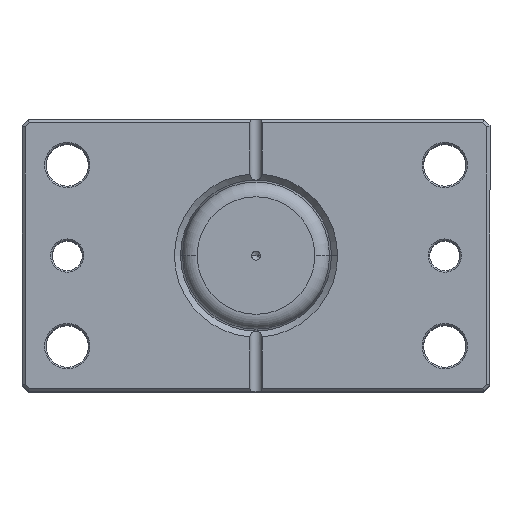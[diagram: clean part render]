
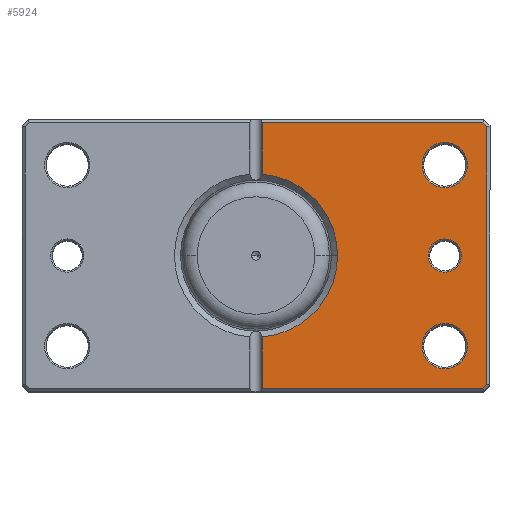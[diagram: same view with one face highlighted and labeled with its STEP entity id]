
A CAD part, top view. The second image highlights one B-rep face of the part: STEP entity #5924.
In plain terms, the highlighted face is planar.
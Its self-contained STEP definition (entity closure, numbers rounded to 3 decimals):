
#17 = CARTESIAN_POINT ( 'NONE',  ( -2., -44., 0. ) ) ;
#98 = CARTESIAN_POINT ( 'NONE',  ( -62.5, 30., 0. ) ) ;
#104 = CARTESIAN_POINT ( 'NONE',  ( -62.5, 30., 0. ) ) ;
#171 = ORIENTED_EDGE ( 'NONE', *, *, #3704, .T. ) ;
#202 = LINE ( 'NONE', #278, #5738 ) ;
#228 = ORIENTED_EDGE ( 'NONE', *, *, #3911, .T. ) ;
#278 = CARTESIAN_POINT ( 'NONE',  ( -76.5, 0., 0. ) ) ;
#344 = VECTOR ( 'NONE', #2540, 1000. ) ;
#384 = LINE ( 'NONE', #522, #5919 ) ;
#424 = EDGE_CURVE ( 'NONE', #5601, #6119, #2524, .T. ) ;
#439 = EDGE_CURVE ( 'NONE', #4203, #3650, #6456, .T. ) ;
#454 = ORIENTED_EDGE ( 'NONE', *, *, #6312, .T. ) ;
#465 = VERTEX_POINT ( 'NONE', #5359 ) ;
#522 = CARTESIAN_POINT ( 'NONE',  ( -2., 45., 0. ) ) ;
#601 = VERTEX_POINT ( 'NONE', #5108 ) ;
#631 = DIRECTION ( 'NONE',  ( 1., 0., 0. ) ) ;
#634 = DIRECTION ( 'NONE',  ( 1., 0., 0. ) ) ;
#681 = CIRCLE ( 'NONE', #4966, 7.5 ) ;
#698 = CARTESIAN_POINT ( 'NONE',  ( 0., 0., 0. ) ) ;
#879 = ORIENTED_EDGE ( 'NONE', *, *, #4523, .T. ) ;
#943 = AXIS2_PLACEMENT_3D ( 'NONE', #98, #3881, #634 ) ;
#1042 = CARTESIAN_POINT ( 'NONE',  ( -70., 30., 0. ) ) ;
#1051 = DIRECTION ( 'NONE',  ( 1., 0., 0. ) ) ;
#1077 = DIRECTION ( 'NONE',  ( 0.707, 0.707, 0. ) ) ;
#1135 = CIRCLE ( 'NONE', #943, 7.5 ) ;
#1150 = FACE_BOUND ( 'NONE', #2918, .T. ) ;
#1223 = EDGE_CURVE ( 'NONE', #6932, #5968, #6229, .T. ) ;
#1229 = DIRECTION ( 'NONE',  ( 1., 0., 0. ) ) ;
#1338 = ORIENTED_EDGE ( 'NONE', *, *, #6742, .T. ) ;
#1342 = CARTESIAN_POINT ( 'NONE',  ( -62.5, -30., 0. ) ) ;
#1347 = VERTEX_POINT ( 'NONE', #1042 ) ;
#1395 = VERTEX_POINT ( 'NONE', #17 ) ;
#1512 = ORIENTED_EDGE ( 'NONE', *, *, #424, .T. ) ;
#1572 = VECTOR ( 'NONE', #1077, 1000. ) ;
#1583 = CIRCLE ( 'NONE', #4056, 7.5 ) ;
#1634 = EDGE_CURVE ( 'NONE', #5968, #6932, #681, .T. ) ;
#1645 = EDGE_CURVE ( 'NONE', #1395, #3167, #4824, .T. ) ;
#1661 = VECTOR ( 'NONE', #6737, 1000. ) ;
#1691 = CARTESIAN_POINT ( 'NONE',  ( -62.5, 0., 0. ) ) ;
#1714 = VERTEX_POINT ( 'NONE', #3654 ) ;
#1739 = LINE ( 'NONE', #4857, #1572 ) ;
#1820 = LINE ( 'NONE', #6210, #1661 ) ;
#1830 = AXIS2_PLACEMENT_3D ( 'NONE', #2668, #6401, #3205 ) ;
#1964 = DIRECTION ( 'NONE',  ( 0., 0., 1. ) ) ;
#2067 = CARTESIAN_POINT ( 'NONE',  ( -55., 30., 0. ) ) ;
#2084 = ORIENTED_EDGE ( 'NONE', *, *, #5818, .T. ) ;
#2107 = DIRECTION ( 'NONE',  ( 0., 0., 1. ) ) ;
#2150 = EDGE_CURVE ( 'NONE', #6274, #1347, #1135, .T. ) ;
#2229 = VECTOR ( 'NONE', #4771, 1000. ) ;
#2249 = DIRECTION ( 'NONE',  ( 1., 0., 0. ) ) ;
#2334 = DIRECTION ( 'NONE',  ( 0., 0., 1. ) ) ;
#2375 = ORIENTED_EDGE ( 'NONE', *, *, #1634, .T. ) ;
#2427 = ORIENTED_EDGE ( 'NONE', *, *, #1645, .T. ) ;
#2524 = CIRCLE ( 'NONE', #3410, 5.5 ) ;
#2540 = DIRECTION ( 'NONE',  ( -1., 0., 0. ) ) ;
#2668 = CARTESIAN_POINT ( 'NONE',  ( 0., 0., 0. ) ) ;
#2823 = DIRECTION ( 'NONE',  ( 1., 0., 0. ) ) ;
#2918 = EDGE_LOOP ( 'NONE', ( #228, #3907 ) ) ;
#3088 = EDGE_CURVE ( 'NONE', #601, #4639, #202, .T. ) ;
#3167 = VERTEX_POINT ( 'NONE', #6840 ) ;
#3205 = DIRECTION ( 'NONE',  ( 1., 0., 0. ) ) ;
#3208 = AXIS2_PLACEMENT_3D ( 'NONE', #1691, #5455, #2249 ) ;
#3292 = AXIS2_PLACEMENT_3D ( 'NONE', #1342, #2107, #1229 ) ;
#3410 = AXIS2_PLACEMENT_3D ( 'NONE', #4953, #4402, #631 ) ;
#3464 = CARTESIAN_POINT ( 'NONE',  ( -70., -30., 0. ) ) ;
#3520 = FACE_BOUND ( 'NONE', #5986, .T. ) ;
#3543 = DIRECTION ( 'NONE',  ( 0., 1., 0. ) ) ;
#3577 = CARTESIAN_POINT ( 'NONE',  ( -55., -30., 0. ) ) ;
#3627 = ORIENTED_EDGE ( 'NONE', *, *, #4769, .T. ) ;
#3650 = VERTEX_POINT ( 'NONE', #5237 ) ;
#3654 = CARTESIAN_POINT ( 'NONE',  ( -2., 44., 0. ) ) ;
#3698 = FACE_BOUND ( 'NONE', #5201, .T. ) ;
#3704 = EDGE_CURVE ( 'NONE', #3167, #601, #3837, .T. ) ;
#3766 = ORIENTED_EDGE ( 'NONE', *, *, #3088, .T. ) ;
#3837 = LINE ( 'NONE', #5286, #2229 ) ;
#3881 = DIRECTION ( 'NONE',  ( 0., 0., 1. ) ) ;
#3887 = DIRECTION ( 'NONE',  ( 0., 0., 1. ) ) ;
#3907 = ORIENTED_EDGE ( 'NONE', *, *, #2150, .T. ) ;
#3911 = EDGE_CURVE ( 'NONE', #1347, #6274, #1583, .T. ) ;
#3931 = PLANE ( 'NONE',  #6428 ) ;
#4012 = VECTOR ( 'NONE', #2823, 1000. ) ;
#4044 = ORIENTED_EDGE ( 'NONE', *, *, #1223, .T. ) ;
#4056 = AXIS2_PLACEMENT_3D ( 'NONE', #104, #3887, #5207 ) ;
#4203 = VERTEX_POINT ( 'NONE', #5060 ) ;
#4402 = DIRECTION ( 'NONE',  ( 0., 0., 1. ) ) ;
#4523 = EDGE_CURVE ( 'NONE', #1714, #6629, #1820, .T. ) ;
#4582 = ORIENTED_EDGE ( 'NONE', *, *, #439, .T. ) ;
#4639 = VERTEX_POINT ( 'NONE', #5761 ) ;
#4769 = EDGE_CURVE ( 'NONE', #4639, #465, #1739, .T. ) ;
#4771 = DIRECTION ( 'NONE',  ( -0.707, 0.707, 0. ) ) ;
#4824 = LINE ( 'NONE', #6800, #344 ) ;
#4857 = CARTESIAN_POINT ( 'NONE',  ( -59.543, 59.543, 0. ) ) ;
#4861 = CARTESIAN_POINT ( 'NONE',  ( -2., 26.926, 0. ) ) ;
#4865 = AXIS2_PLACEMENT_3D ( 'NONE', #5425, #4884, #1051 ) ;
#4884 = DIRECTION ( 'NONE',  ( 0., 0., 1. ) ) ;
#4953 = CARTESIAN_POINT ( 'NONE',  ( -62.5, 0., 0. ) ) ;
#4959 = FACE_OUTER_BOUND ( 'NONE', #5486, .T. ) ;
#4966 = AXIS2_PLACEMENT_3D ( 'NONE', #5191, #1964, #5701 ) ;
#5060 = CARTESIAN_POINT ( 'NONE',  ( -27., 0., 0. ) ) ;
#5108 = CARTESIAN_POINT ( 'NONE',  ( -76.5, -42.586, 0. ) ) ;
#5176 = CARTESIAN_POINT ( 'NONE',  ( -57., 0., 0. ) ) ;
#5191 = CARTESIAN_POINT ( 'NONE',  ( -62.5, -30., 0. ) ) ;
#5201 = EDGE_LOOP ( 'NONE', ( #2375, #4044 ) ) ;
#5207 = DIRECTION ( 'NONE',  ( 1., 0., 0. ) ) ;
#5237 = CARTESIAN_POINT ( 'NONE',  ( -2., -26.926, 0. ) ) ;
#5286 = CARTESIAN_POINT ( 'NONE',  ( -59.543, -59.543, 0. ) ) ;
#5359 = CARTESIAN_POINT ( 'NONE',  ( -75.086, 44., 0. ) ) ;
#5360 = DIRECTION ( 'NONE',  ( 0., -1., 0. ) ) ;
#5425 = CARTESIAN_POINT ( 'NONE',  ( 0., 0., 0. ) ) ;
#5435 = CIRCLE ( 'NONE', #1830, 27. ) ;
#5455 = DIRECTION ( 'NONE',  ( 0., 0., 1. ) ) ;
#5463 = CARTESIAN_POINT ( 'NONE',  ( -68., 0., 0. ) ) ;
#5486 = EDGE_LOOP ( 'NONE', ( #879, #454, #4582, #6595, #2427, #171, #3766, #3627, #1338 ) ) ;
#5488 = CARTESIAN_POINT ( 'NONE',  ( 0., 44., 0. ) ) ;
#5601 = VERTEX_POINT ( 'NONE', #5463 ) ;
#5701 = DIRECTION ( 'NONE',  ( 1., 0., 0. ) ) ;
#5738 = VECTOR ( 'NONE', #3543, 1000. ) ;
#5761 = CARTESIAN_POINT ( 'NONE',  ( -76.5, 42.586, 0. ) ) ;
#5763 = CIRCLE ( 'NONE', #3208, 5.5 ) ;
#5818 = EDGE_CURVE ( 'NONE', #6119, #5601, #5763, .T. ) ;
#5919 = VECTOR ( 'NONE', #5360, 1000. ) ;
#5924 = ADVANCED_FACE ( 'NONE', ( #3520, #3698, #1150, #4959 ), #3931, .F. ) ;
#5968 = VERTEX_POINT ( 'NONE', #3464 ) ;
#5986 = EDGE_LOOP ( 'NONE', ( #1512, #2084 ) ) ;
#6064 = DIRECTION ( 'NONE',  ( 1., 0., 0. ) ) ;
#6119 = VERTEX_POINT ( 'NONE', #5176 ) ;
#6210 = CARTESIAN_POINT ( 'NONE',  ( -2., 45., 0. ) ) ;
#6229 = CIRCLE ( 'NONE', #3292, 7.5 ) ;
#6274 = VERTEX_POINT ( 'NONE', #2067 ) ;
#6312 = EDGE_CURVE ( 'NONE', #6629, #4203, #5435, .T. ) ;
#6401 = DIRECTION ( 'NONE',  ( 0., 0., 1. ) ) ;
#6428 = AXIS2_PLACEMENT_3D ( 'NONE', #698, #2334, #6064 ) ;
#6456 = CIRCLE ( 'NONE', #4865, 27. ) ;
#6578 = EDGE_CURVE ( 'NONE', #3650, #1395, #384, .T. ) ;
#6595 = ORIENTED_EDGE ( 'NONE', *, *, #6578, .T. ) ;
#6629 = VERTEX_POINT ( 'NONE', #4861 ) ;
#6737 = DIRECTION ( 'NONE',  ( 0., -1., 0. ) ) ;
#6742 = EDGE_CURVE ( 'NONE', #465, #1714, #6830, .T. ) ;
#6800 = CARTESIAN_POINT ( 'NONE',  ( 0., -44., 0. ) ) ;
#6830 = LINE ( 'NONE', #5488, #4012 ) ;
#6840 = CARTESIAN_POINT ( 'NONE',  ( -75.086, -44., 0. ) ) ;
#6932 = VERTEX_POINT ( 'NONE', #3577 ) ;
